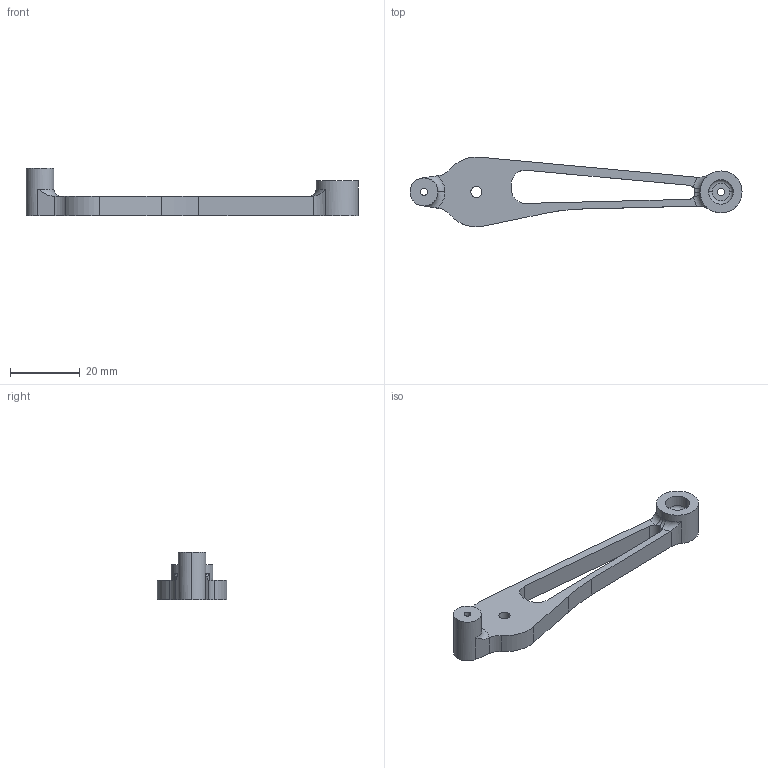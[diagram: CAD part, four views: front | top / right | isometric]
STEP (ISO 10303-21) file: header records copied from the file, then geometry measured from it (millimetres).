
FILE_DESCRIPTION (( 'STEP AP214' ), '1' );
FILE_NAME ('Tibia3.STEP', '2021-01-28T13:59:26', ( '' ), ( '' ), 'SwSTEP 2.0', 'SolidWorks 2016', '' );
FILE_SCHEMA (( 'AUTOMOTIVE_DESIGN' ));
Length unit declared in the file: millimetre
Products named in the file (1): Tibia3
Bounding box: 95 x 19.96 x 13.6 mm (x, y, z)
Volume: 5220.3 mm3; surface area: 4016.5 mm2
Topology: 1 solids, 1 shells, 46 faces, 125 edges, 81 vertices
Faces by surface type: cylinder 23, plane 14, torus 6, bspline 3
Entity records: 1595 total; most frequent: CARTESIAN_POINT 351, DIRECTION 268, ORIENTED_EDGE 250, EDGE_CURVE 125, AXIS2_PLACEMENT_3D 108, VERTEX_POINT 81, CIRCLE 64, EDGE_LOOP 54
